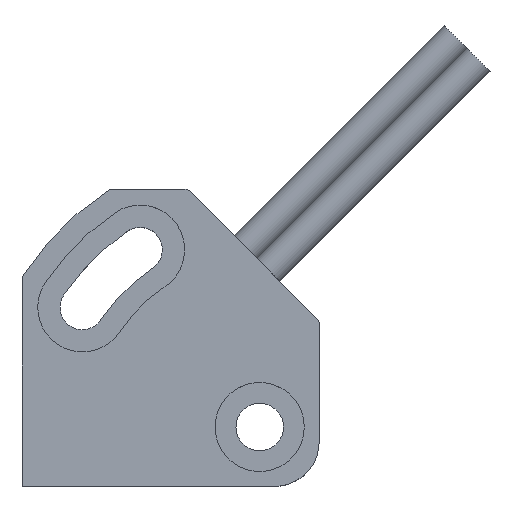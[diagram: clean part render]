
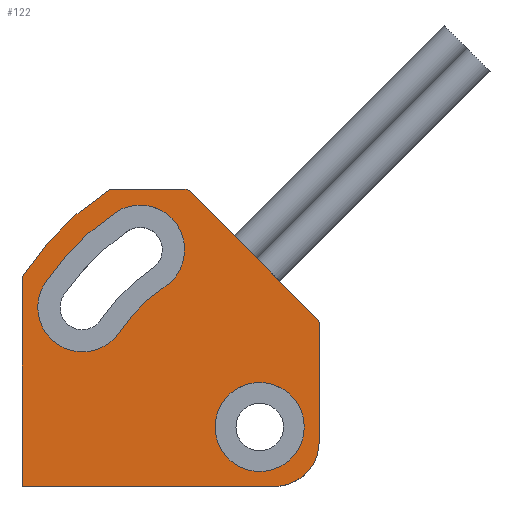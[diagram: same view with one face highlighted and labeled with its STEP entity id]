
A CAD part, top view. The second image highlights one B-rep face of the part: STEP entity #122.
In plain terms, the highlighted planar face has unit normal (0, 0, 1).
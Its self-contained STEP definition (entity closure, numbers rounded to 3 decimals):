
#52=PLANE('',#1558);
#73=FACE_BOUND('',#336,.T.);
#74=FACE_BOUND('',#337,.T.);
#75=FACE_BOUND('',#338,.T.);
#122=ADVANCED_FACE('',(#73,#74,#75),#52,.T.);
#336=EDGE_LOOP('',(#580,#581,#582,#583,#584,#585,#586,#587,#588,#589,#590));
#337=EDGE_LOOP('',(#591,#592,#593,#594));
#338=EDGE_LOOP('',(#595,#596));
#457=CIRCLE('',#1545,17.4);
#458=CIRCLE('',#1547,3.);
#459=CIRCLE('',#1548,0.5);
#460=CIRCLE('',#1549,0.5);
#461=CIRCLE('',#1550,0.5);
#462=CIRCLE('',#1551,18.9);
#463=CIRCLE('',#1552,0.5);
#464=CIRCLE('',#1553,11.4);
#465=CIRCLE('',#1554,3.);
#466=CIRCLE('',#1555,3.);
#467=CIRCLE('',#1556,3.);
#468=CIRCLE('',#1557,3.);
#580=ORIENTED_EDGE('',*,*,#1148,.T.);
#581=ORIENTED_EDGE('',*,*,#1149,.T.);
#582=ORIENTED_EDGE('',*,*,#1150,.T.);
#583=ORIENTED_EDGE('',*,*,#1151,.T.);
#584=ORIENTED_EDGE('',*,*,#1152,.T.);
#585=ORIENTED_EDGE('',*,*,#1153,.T.);
#586=ORIENTED_EDGE('',*,*,#1154,.T.);
#587=ORIENTED_EDGE('',*,*,#1155,.T.);
#588=ORIENTED_EDGE('',*,*,#1156,.T.);
#589=ORIENTED_EDGE('',*,*,#1157,.T.);
#590=ORIENTED_EDGE('',*,*,#1158,.T.);
#591=ORIENTED_EDGE('',*,*,#1159,.T.);
#592=ORIENTED_EDGE('',*,*,#1160,.F.);
#593=ORIENTED_EDGE('',*,*,#1147,.F.);
#594=ORIENTED_EDGE('',*,*,#1161,.F.);
#595=ORIENTED_EDGE('',*,*,#1162,.F.);
#596=ORIENTED_EDGE('',*,*,#1163,.F.);
#1002=VERTEX_POINT('',#2244);
#1005=VERTEX_POINT('',#2249);
#1006=VERTEX_POINT('',#2253);
#1007=VERTEX_POINT('',#2254);
#1008=VERTEX_POINT('',#2256);
#1009=VERTEX_POINT('',#2258);
#1010=VERTEX_POINT('',#2260);
#1011=VERTEX_POINT('',#2262);
#1012=VERTEX_POINT('',#2264);
#1013=VERTEX_POINT('',#2266);
#1014=VERTEX_POINT('',#2268);
#1015=VERTEX_POINT('',#2270);
#1016=VERTEX_POINT('',#2272);
#1017=VERTEX_POINT('',#2275);
#1018=VERTEX_POINT('',#2276);
#1019=VERTEX_POINT('',#2280);
#1020=VERTEX_POINT('',#2281);
#1147=EDGE_CURVE('',#1005,#1002,#457,.T.);
#1148=EDGE_CURVE('',#1006,#1007,#1359,.T.);
#1149=EDGE_CURVE('',#1007,#1008,#1360,.T.);
#1150=EDGE_CURVE('',#1008,#1009,#458,.T.);
#1151=EDGE_CURVE('',#1009,#1010,#1361,.T.);
#1152=EDGE_CURVE('',#1010,#1011,#459,.T.);
#1153=EDGE_CURVE('',#1011,#1012,#1362,.T.);
#1154=EDGE_CURVE('',#1012,#1013,#460,.T.);
#1155=EDGE_CURVE('',#1013,#1014,#1363,.T.);
#1156=EDGE_CURVE('',#1014,#1015,#461,.T.);
#1157=EDGE_CURVE('',#1015,#1016,#462,.T.);
#1158=EDGE_CURVE('',#1016,#1006,#463,.T.);
#1159=EDGE_CURVE('',#1017,#1018,#464,.T.);
#1160=EDGE_CURVE('',#1002,#1018,#465,.T.);
#1161=EDGE_CURVE('',#1017,#1005,#466,.T.);
#1162=EDGE_CURVE('',#1019,#1020,#467,.T.);
#1163=EDGE_CURVE('',#1020,#1019,#468,.T.);
#1359=LINE('',#2252,#1452);
#1360=LINE('',#2255,#1453);
#1361=LINE('',#2259,#1454);
#1362=LINE('',#2263,#1455);
#1363=LINE('',#2267,#1456);
#1452=VECTOR('',#1755,1.);
#1453=VECTOR('',#1756,1.);
#1454=VECTOR('',#1759,1.);
#1455=VECTOR('',#1762,1.);
#1456=VECTOR('',#1765,1.);
#1545=AXIS2_PLACEMENT_3D('',#2250,#1751,#1752);
#1547=AXIS2_PLACEMENT_3D('',#2257,#1757,#1758);
#1548=AXIS2_PLACEMENT_3D('',#2261,#1760,#1761);
#1549=AXIS2_PLACEMENT_3D('',#2265,#1763,#1764);
#1550=AXIS2_PLACEMENT_3D('',#2269,#1766,#1767);
#1551=AXIS2_PLACEMENT_3D('',#2271,#1768,#1769);
#1552=AXIS2_PLACEMENT_3D('',#2273,#1770,#1771);
#1553=AXIS2_PLACEMENT_3D('',#2274,#1772,#1773);
#1554=AXIS2_PLACEMENT_3D('',#2277,#1774,#1775);
#1555=AXIS2_PLACEMENT_3D('',#2278,#1776,#1777);
#1556=AXIS2_PLACEMENT_3D('',#2279,#1778,#1779);
#1557=AXIS2_PLACEMENT_3D('',#2282,#1780,#1781);
#1558=AXIS2_PLACEMENT_3D('',#2283,#1782,#1783);
#1751=DIRECTION('',(0.,0.,1.));
#1752=DIRECTION('',(-0.559,0.829,0.));
#1755=DIRECTION('',(0.,-1.,0.));
#1756=DIRECTION('',(1.,0.,0.));
#1757=DIRECTION('',(0.,0.,1.));
#1758=DIRECTION('',(0.,-1.,0.));
#1759=DIRECTION('',(0.,1.,0.));
#1760=DIRECTION('',(0.,0.,1.));
#1761=DIRECTION('',(1.,0.,0.));
#1762=DIRECTION('',(-0.707,0.707,0.));
#1763=DIRECTION('',(0.,0.,1.));
#1764=DIRECTION('',(0.707,0.707,0.));
#1765=DIRECTION('',(-1.,0.,0.));
#1766=DIRECTION('',(0.,0.,1.));
#1767=DIRECTION('',(0.,1.,0.));
#1768=DIRECTION('',(0.,0.,1.));
#1769=DIRECTION('',(-0.539,0.842,0.));
#1770=DIRECTION('',(0.,0.,1.));
#1771=DIRECTION('',(-0.842,0.539,0.));
#1772=DIRECTION('',(0.,0.,1.));
#1773=DIRECTION('',(-0.559,0.829,0.));
#1774=DIRECTION('',(0.,0.,1.));
#1775=DIRECTION('',(-0.829,0.559,0.));
#1776=DIRECTION('',(0.,0.,1.));
#1777=DIRECTION('',(0.559,-0.829,0.));
#1778=DIRECTION('',(0.,0.,1.));
#1779=DIRECTION('',(-1.,0.,0.));
#1780=DIRECTION('',(0.,0.,1.));
#1781=DIRECTION('',(1.,0.,0.));
#1782=DIRECTION('',(0.,0.,1.));
#1783=DIRECTION('',(-1.,0.,0.));
#2244=CARTESIAN_POINT('',(-9.425,4.73,2.5));
#2249=CARTESIAN_POINT('',(-4.73,9.425,2.5));
#2250=CARTESIAN_POINT('',(5.,-5.,2.5));
#2252=CARTESIAN_POINT('',(-11.,4.915,2.5));
#2253=CARTESIAN_POINT('',(-11.,4.915,2.5));
#2254=CARTESIAN_POINT('',(-11.,-9.,2.5));
#2255=CARTESIAN_POINT('',(-11.,-9.,2.5));
#2256=CARTESIAN_POINT('',(6.,-9.,2.5));
#2257=CARTESIAN_POINT('',(6.,-6.,2.5));
#2258=CARTESIAN_POINT('',(9.,-6.,2.5));
#2259=CARTESIAN_POINT('',(9.,-6.,2.5));
#2260=CARTESIAN_POINT('',(9.,1.963,2.5));
#2261=CARTESIAN_POINT('',(8.5,1.963,2.5));
#2262=CARTESIAN_POINT('',(8.854,2.316,2.5));
#2263=CARTESIAN_POINT('',(8.854,2.316,2.5));
#2264=CARTESIAN_POINT('',(0.316,10.854,2.5));
#2265=CARTESIAN_POINT('',(-0.037,10.5,2.5));
#2266=CARTESIAN_POINT('',(-0.037,11.,2.5));
#2267=CARTESIAN_POINT('',(-0.037,11.,2.5));
#2268=CARTESIAN_POINT('',(-4.915,11.,2.5));
#2269=CARTESIAN_POINT('',(-4.915,10.5,2.5));
#2270=CARTESIAN_POINT('',(-5.184,10.921,2.5));
#2271=CARTESIAN_POINT('',(5.,-5.,2.5));
#2272=CARTESIAN_POINT('',(-10.921,5.184,2.5));
#2273=CARTESIAN_POINT('',(-10.5,4.915,2.5));
#2274=CARTESIAN_POINT('',(5.,-5.,2.5));
#2275=CARTESIAN_POINT('',(-1.375,4.451,2.5));
#2276=CARTESIAN_POINT('',(-4.451,1.375,2.5));
#2277=CARTESIAN_POINT('',(-6.938,3.052,2.5));
#2278=CARTESIAN_POINT('',(-3.052,6.938,2.5));
#2279=CARTESIAN_POINT('',(5.,-5.,2.5));
#2280=CARTESIAN_POINT('',(2.,-5.,2.5));
#2281=CARTESIAN_POINT('',(8.,-5.,2.5));
#2282=CARTESIAN_POINT('',(5.,-5.,2.5));
#2283=CARTESIAN_POINT('',(0.,0.,2.5));
